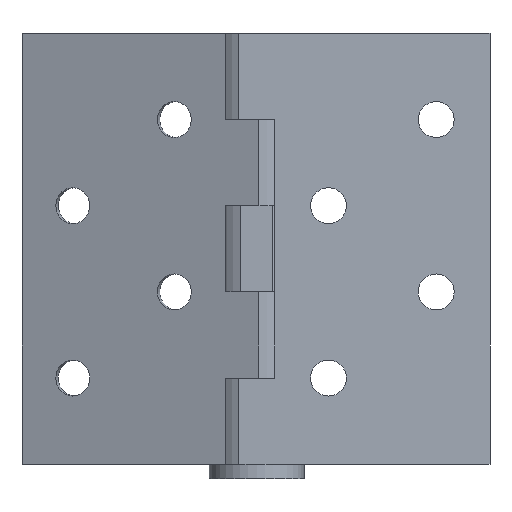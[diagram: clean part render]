
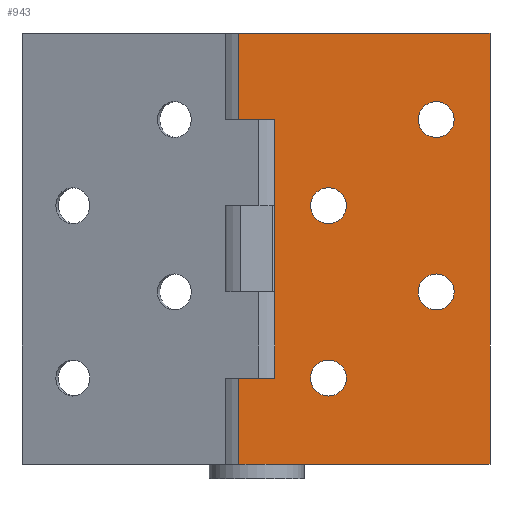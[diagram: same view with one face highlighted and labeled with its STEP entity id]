
A CAD part, front view. The second image highlights one B-rep face of the part: STEP entity #943.
In plain terms, the highlighted planar face has unit normal (0, -1, 0).
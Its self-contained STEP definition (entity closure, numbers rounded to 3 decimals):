
#12 = LINE ( 'NONE', #1802, #1794 ) ;
#22 = DIRECTION ( 'NONE',  ( 0., 1., 0. ) ) ;
#56 = CARTESIAN_POINT ( 'NONE',  ( 7.5, 0., -3.5 ) ) ;
#71 = LINE ( 'NONE', #3115, #2278 ) ;
#183 = CARTESIAN_POINT ( 'NONE',  ( -7.5, 0., -18. ) ) ;
#195 = DIRECTION ( 'NONE',  ( 0., 0., 1. ) ) ;
#199 = ORIENTED_EDGE ( 'NONE', *, *, #1723, .F. ) ;
#231 = VECTOR ( 'NONE', #313, 1000. ) ;
#246 = ORIENTED_EDGE ( 'NONE', *, *, #2140, .F. ) ;
#270 = ORIENTED_EDGE ( 'NONE', *, *, #1116, .T. ) ;
#272 = CARTESIAN_POINT ( 'NONE',  ( -20., 0., 18. ) ) ;
#274 = DIRECTION ( 'NONE',  ( 0., 0., -1. ) ) ;
#285 = VERTEX_POINT ( 'NONE', #2359 ) ;
#313 = DIRECTION ( 'NONE',  ( 1., 0., 0. ) ) ;
#334 = CARTESIAN_POINT ( 'NONE',  ( 15., 0., 30. ) ) ;
#344 = ORIENTED_EDGE ( 'NONE', *, *, #1009, .T. ) ;
#355 = AXIS2_PLACEMENT_3D ( 'NONE', #1628, #1880, #195 ) ;
#378 = VERTEX_POINT ( 'NONE', #672 ) ;
#402 = DIRECTION ( 'NONE',  ( 1., 0., 0. ) ) ;
#445 = CARTESIAN_POINT ( 'NONE',  ( -15., 0., 30. ) ) ;
#446 = DIRECTION ( 'NONE',  ( -1., 0., 0. ) ) ;
#447 = CIRCLE ( 'NONE', #2919, 2.5 ) ;
#458 = ORIENTED_EDGE ( 'NONE', *, *, #2905, .T. ) ;
#460 = LINE ( 'NONE', #2418, #2389 ) ;
#504 = EDGE_CURVE ( 'NONE', #1240, #1175, #519, .T. ) ;
#519 = CIRCLE ( 'NONE', #2357, 2.5 ) ;
#573 = CARTESIAN_POINT ( 'NONE',  ( -20., 0., -18. ) ) ;
#598 = CIRCLE ( 'NONE', #1846, 2.5 ) ;
#613 = EDGE_LOOP ( 'NONE', ( #344, #270 ) ) ;
#620 = CARTESIAN_POINT ( 'NONE',  ( -7.5, 0., 3.5 ) ) ;
#641 = VERTEX_POINT ( 'NONE', #1539 ) ;
#658 = DIRECTION ( 'NONE',  ( 0., 1., 0. ) ) ;
#672 = CARTESIAN_POINT ( 'NONE',  ( -15., 0., 18. ) ) ;
#687 = AXIS2_PLACEMENT_3D ( 'NONE', #1003, #2751, #2768 ) ;
#688 = VERTEX_POINT ( 'NONE', #620 ) ;
#698 = FACE_BOUND ( 'NONE', #1462, .T. ) ;
#726 = CARTESIAN_POINT ( 'NONE',  ( -7.5, 0., 6. ) ) ;
#756 = VECTOR ( 'NONE', #936, 1000. ) ;
#833 = ORIENTED_EDGE ( 'NONE', *, *, #2833, .T. ) ;
#837 = VERTEX_POINT ( 'NONE', #1145 ) ;
#873 = VERTEX_POINT ( 'NONE', #1697 ) ;
#908 = FACE_OUTER_BOUND ( 'NONE', #2853, .T. ) ;
#928 = EDGE_CURVE ( 'NONE', #641, #378, #1171, .T. ) ;
#932 = VERTEX_POINT ( 'NONE', #1934 ) ;
#936 = DIRECTION ( 'NONE',  ( 0., 0., 1. ) ) ;
#943 = ADVANCED_FACE ( 'NONE', ( #1409, #698, #1681, #2156, #908 ), #2703, .F. ) ;
#1003 = CARTESIAN_POINT ( 'NONE',  ( 7.5, 0., 18. ) ) ;
#1009 = EDGE_CURVE ( 'NONE', #1166, #285, #598, .T. ) ;
#1021 = CARTESIAN_POINT ( 'NONE',  ( 7.5, 0., 18. ) ) ;
#1055 = CARTESIAN_POINT ( 'NONE',  ( 7.5, 0., 20.5 ) ) ;
#1116 = EDGE_CURVE ( 'NONE', #285, #1166, #2094, .T. ) ;
#1145 = CARTESIAN_POINT ( 'NONE',  ( -20., 0., 18. ) ) ;
#1159 = DIRECTION ( 'NONE',  ( 0., 0., -1. ) ) ;
#1166 = VERTEX_POINT ( 'NONE', #1055 ) ;
#1171 = LINE ( 'NONE', #445, #756 ) ;
#1175 = VERTEX_POINT ( 'NONE', #56 ) ;
#1200 = CARTESIAN_POINT ( 'NONE',  ( 15., 0., -30. ) ) ;
#1213 = DIRECTION ( 'NONE',  ( 0., 0., 1. ) ) ;
#1240 = VERTEX_POINT ( 'NONE', #1848 ) ;
#1264 = ORIENTED_EDGE ( 'NONE', *, *, #2372, .T. ) ;
#1315 = DIRECTION ( 'NONE',  ( 1., 0., 0. ) ) ;
#1316 = VERTEX_POINT ( 'NONE', #2676 ) ;
#1409 = FACE_BOUND ( 'NONE', #1860, .T. ) ;
#1433 = CARTESIAN_POINT ( 'NONE',  ( -7.5, 0., 8.5 ) ) ;
#1436 = CARTESIAN_POINT ( 'NONE',  ( 0., 0., 0. ) ) ;
#1437 = DIRECTION ( 'NONE',  ( 0., 0., 1. ) ) ;
#1462 = EDGE_LOOP ( 'NONE', ( #1508, #2243 ) ) ;
#1481 = AXIS2_PLACEMENT_3D ( 'NONE', #1436, #2455, #2014 ) ;
#1490 = AXIS2_PLACEMENT_3D ( 'NONE', #183, #3163, #1437 ) ;
#1508 = ORIENTED_EDGE ( 'NONE', *, *, #3241, .T. ) ;
#1539 = CARTESIAN_POINT ( 'NONE',  ( -15., 0., -18. ) ) ;
#1549 = LINE ( 'NONE', #2569, #231 ) ;
#1555 = CARTESIAN_POINT ( 'NONE',  ( 15., 0., -30. ) ) ;
#1628 = CARTESIAN_POINT ( 'NONE',  ( -7.5, 0., 6. ) ) ;
#1679 = CARTESIAN_POINT ( 'NONE',  ( -20., 0., -30. ) ) ;
#1681 = FACE_BOUND ( 'NONE', #613, .T. ) ;
#1697 = CARTESIAN_POINT ( 'NONE',  ( -20., 0., 30. ) ) ;
#1723 = EDGE_CURVE ( 'NONE', #3090, #641, #1549, .T. ) ;
#1744 = VECTOR ( 'NONE', #446, 1000. ) ;
#1764 = DIRECTION ( 'NONE',  ( 0., 1., 0. ) ) ;
#1777 = CARTESIAN_POINT ( 'NONE',  ( 7.5, 0., -6. ) ) ;
#1794 = VECTOR ( 'NONE', #274, 1000. ) ;
#1802 = CARTESIAN_POINT ( 'NONE',  ( 15., 0., 30. ) ) ;
#1846 = AXIS2_PLACEMENT_3D ( 'NONE', #1021, #22, #1213 ) ;
#1848 = CARTESIAN_POINT ( 'NONE',  ( 7.5, 0., -8.5 ) ) ;
#1860 = EDGE_LOOP ( 'NONE', ( #1264, #2395 ) ) ;
#1879 = CARTESIAN_POINT ( 'NONE',  ( -7.5, 0., -18. ) ) ;
#1880 = DIRECTION ( 'NONE',  ( 0., 1., 0. ) ) ;
#1887 = EDGE_CURVE ( 'NONE', #1316, #932, #2383, .T. ) ;
#1904 = EDGE_CURVE ( 'NONE', #2580, #2224, #12, .T. ) ;
#1934 = CARTESIAN_POINT ( 'NONE',  ( -7.5, 0., -15.5 ) ) ;
#1981 = LINE ( 'NONE', #272, #2915 ) ;
#2014 = DIRECTION ( 'NONE',  ( 0., 0., 1. ) ) ;
#2094 = CIRCLE ( 'NONE', #687, 2.5 ) ;
#2102 = ORIENTED_EDGE ( 'NONE', *, *, #1904, .F. ) ;
#2113 = ORIENTED_EDGE ( 'NONE', *, *, #2293, .F. ) ;
#2140 = EDGE_CURVE ( 'NONE', #873, #2580, #71, .T. ) ;
#2156 = FACE_BOUND ( 'NONE', #2347, .T. ) ;
#2192 = LINE ( 'NONE', #1200, #1744 ) ;
#2224 = VERTEX_POINT ( 'NONE', #1555 ) ;
#2243 = ORIENTED_EDGE ( 'NONE', *, *, #2995, .T. ) ;
#2265 = DIRECTION ( 'NONE',  ( 0., 0., 1. ) ) ;
#2278 = VECTOR ( 'NONE', #1315, 1000. ) ;
#2288 = DIRECTION ( 'NONE',  ( 0., 1., 0. ) ) ;
#2293 = EDGE_CURVE ( 'NONE', #2224, #2838, #2192, .T. ) ;
#2342 = CIRCLE ( 'NONE', #2500, 2.5 ) ;
#2347 = EDGE_LOOP ( 'NONE', ( #458, #2944 ) ) ;
#2357 = AXIS2_PLACEMENT_3D ( 'NONE', #2800, #2288, #2738 ) ;
#2359 = CARTESIAN_POINT ( 'NONE',  ( 7.5, 0., 15.5 ) ) ;
#2363 = DIRECTION ( 'NONE',  ( 0., 0., 1. ) ) ;
#2372 = EDGE_CURVE ( 'NONE', #932, #1316, #2867, .T. ) ;
#2383 = CIRCLE ( 'NONE', #2805, 2.5 ) ;
#2389 = VECTOR ( 'NONE', #402, 1000. ) ;
#2395 = ORIENTED_EDGE ( 'NONE', *, *, #1887, .T. ) ;
#2396 = ORIENTED_EDGE ( 'NONE', *, *, #2756, .T. ) ;
#2400 = EDGE_CURVE ( 'NONE', #837, #873, #1981, .T. ) ;
#2418 = CARTESIAN_POINT ( 'NONE',  ( -15., 0., 18. ) ) ;
#2455 = DIRECTION ( 'NONE',  ( 0., 1., 0. ) ) ;
#2468 = DIRECTION ( 'NONE',  ( 0., 0., 1. ) ) ;
#2483 = ORIENTED_EDGE ( 'NONE', *, *, #2400, .F. ) ;
#2500 = AXIS2_PLACEMENT_3D ( 'NONE', #1777, #1764, #2468 ) ;
#2569 = CARTESIAN_POINT ( 'NONE',  ( -15., 0., -18. ) ) ;
#2580 = VERTEX_POINT ( 'NONE', #334 ) ;
#2676 = CARTESIAN_POINT ( 'NONE',  ( -7.5, 0., -20.5 ) ) ;
#2677 = CARTESIAN_POINT ( 'NONE',  ( -20., 0., -18. ) ) ;
#2703 = PLANE ( 'NONE',  #1481 ) ;
#2738 = DIRECTION ( 'NONE',  ( 0., 0., 1. ) ) ;
#2751 = DIRECTION ( 'NONE',  ( 0., 1., 0. ) ) ;
#2756 = EDGE_CURVE ( 'NONE', #3090, #2838, #3158, .T. ) ;
#2757 = VERTEX_POINT ( 'NONE', #1433 ) ;
#2768 = DIRECTION ( 'NONE',  ( 0., 0., 1. ) ) ;
#2799 = DIRECTION ( 'NONE',  ( 0., 0., 1. ) ) ;
#2800 = CARTESIAN_POINT ( 'NONE',  ( 7.5, 0., -6. ) ) ;
#2805 = AXIS2_PLACEMENT_3D ( 'NONE', #1879, #658, #2363 ) ;
#2833 = EDGE_CURVE ( 'NONE', #837, #378, #460, .T. ) ;
#2838 = VERTEX_POINT ( 'NONE', #1679 ) ;
#2853 = EDGE_LOOP ( 'NONE', ( #3111, #199, #2396, #2113, #2102, #246, #2483, #833 ) ) ;
#2867 = CIRCLE ( 'NONE', #1490, 2.5 ) ;
#2905 = EDGE_CURVE ( 'NONE', #1175, #1240, #2342, .T. ) ;
#2915 = VECTOR ( 'NONE', #2799, 1000. ) ;
#2919 = AXIS2_PLACEMENT_3D ( 'NONE', #726, #3007, #2265 ) ;
#2944 = ORIENTED_EDGE ( 'NONE', *, *, #504, .T. ) ;
#2970 = VECTOR ( 'NONE', #1159, 1000. ) ;
#2995 = EDGE_CURVE ( 'NONE', #688, #2757, #447, .T. ) ;
#3007 = DIRECTION ( 'NONE',  ( 0., 1., 0. ) ) ;
#3090 = VERTEX_POINT ( 'NONE', #573 ) ;
#3111 = ORIENTED_EDGE ( 'NONE', *, *, #928, .F. ) ;
#3115 = CARTESIAN_POINT ( 'NONE',  ( 15., 0., 30. ) ) ;
#3158 = LINE ( 'NONE', #2677, #2970 ) ;
#3163 = DIRECTION ( 'NONE',  ( 0., 1., 0. ) ) ;
#3232 = CIRCLE ( 'NONE', #355, 2.5 ) ;
#3241 = EDGE_CURVE ( 'NONE', #2757, #688, #3232, .T. ) ;
